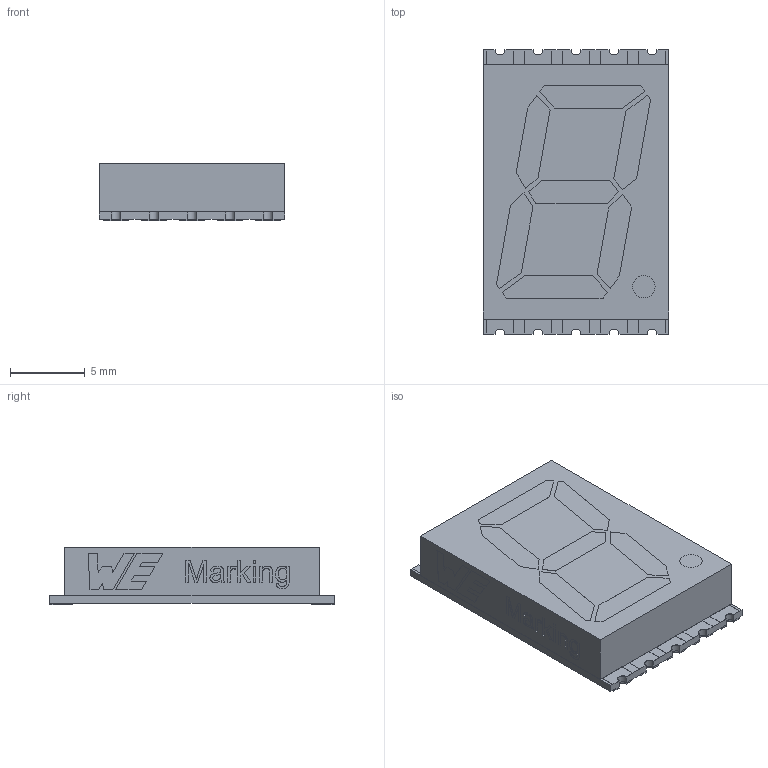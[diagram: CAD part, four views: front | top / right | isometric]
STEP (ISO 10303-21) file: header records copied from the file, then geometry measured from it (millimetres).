
FILE_DESCRIPTION( ( 'Unknown' ), '1' );
FILE_NAME( '157143x12x00.stp', 'Unknown', ( 'Unknown' ), ( 'Unknown' ), 'PSStep 21.0.46', 'Unknown', ' ' );
FILE_SCHEMA( ( 'AUTOMOTIVE_DESIGN { 1 0 10303 214 1 1 1 1 }' ) );
Length unit declared in the file: millimetre
Products named in the file (18): Assem1; PCB; Pins; Chip
Assembly tree (17 placements, depth 2):
  Assem1
    PCB
    Pins
    Pins
    Pins
    Pins
    Pins
    Pins
    Pins
    Pins
    Pins
    Pins
    Pins
    Pins
    Pins
    Pins
    Pins
    Chip
Bounding box: 12.4 x 19 x 3.85 mm (x, y, z)
Volume: 804.1 mm3; surface area: 1187.2 mm2
Topology: 17 solids, 17 shells, 426 faces, 1083 edges, 722 vertices
Faces by surface type: plane 369, cylinder 30, extrusion 27
Full cylindrical faces by diameter (mm): 1.5 x1, 1.75 x2, 2 x2
Entity records: 17499 total; most frequent: CARTESIAN_POINT 3819, ORIENTED_EDGE 2148, DIRECTION 1813, EDGE_CURVE 1074, VECTOR 859, LINE 832, VERTEX_POINT 722, AXIS2_PLACEMENT_3D 477
